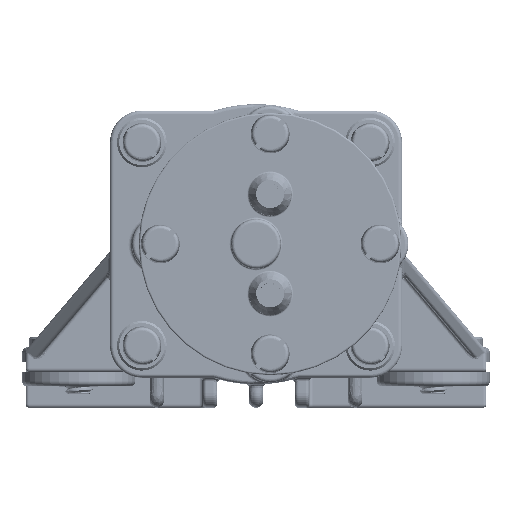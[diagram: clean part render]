
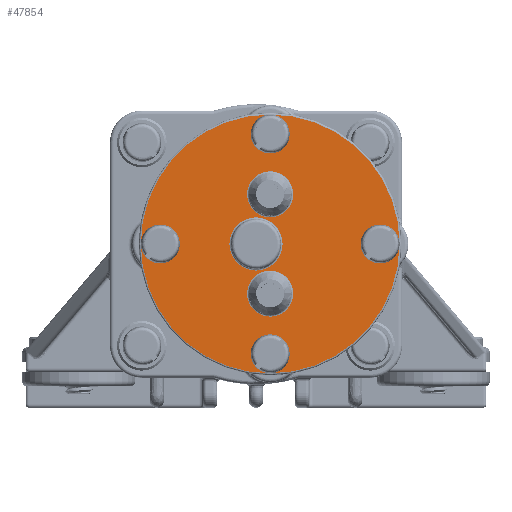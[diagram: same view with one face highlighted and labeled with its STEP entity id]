
A CAD part, top view. The second image highlights one B-rep face of the part: STEP entity #47854.
In plain terms, the highlighted face is planar.
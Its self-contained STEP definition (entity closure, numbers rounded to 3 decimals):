
#45525=CARTESIAN_POINT('',(0.,3.,15.5));
#45526=DIRECTION('',(0.,-1.,0.));
#45527=DIRECTION('',(1.,0.,0.));
#45528=AXIS2_PLACEMENT_3D('',#45525,#45526,#45527);
#45530=CARTESIAN_POINT('',(0.,3.,15.5));
#45531=DIRECTION('',(0.,-1.,0.));
#45532=DIRECTION('',(-1.,0.,0.));
#45533=AXIS2_PLACEMENT_3D('',#45530,#45531,#45532);
#45535=CARTESIAN_POINT('',(-15.5,3.,0.));
#45536=DIRECTION('',(0.,-1.,0.));
#45537=DIRECTION('',(0.,0.,1.));
#45538=AXIS2_PLACEMENT_3D('',#45535,#45536,#45537);
#45540=CARTESIAN_POINT('',(-15.5,3.,0.));
#45541=DIRECTION('',(0.,-1.,0.));
#45542=DIRECTION('',(0.,0.,-1.));
#45543=AXIS2_PLACEMENT_3D('',#45540,#45541,#45542);
#45545=CARTESIAN_POINT('',(0.,3.,-15.5));
#45546=DIRECTION('',(0.,-1.,0.));
#45547=DIRECTION('',(-1.,0.,0.));
#45548=AXIS2_PLACEMENT_3D('',#45545,#45546,#45547);
#45550=CARTESIAN_POINT('',(0.,3.,-15.5));
#45551=DIRECTION('',(0.,-1.,0.));
#45552=DIRECTION('',(1.,0.,0.));
#45553=AXIS2_PLACEMENT_3D('',#45550,#45551,#45552);
#45555=CARTESIAN_POINT('',(15.5,3.,0.));
#45556=DIRECTION('',(0.,-1.,0.));
#45557=DIRECTION('',(0.,0.,-1.));
#45558=AXIS2_PLACEMENT_3D('',#45555,#45556,#45557);
#45560=CARTESIAN_POINT('',(15.5,3.,0.));
#45561=DIRECTION('',(0.,-1.,0.));
#45562=DIRECTION('',(0.,0.,1.));
#45563=AXIS2_PLACEMENT_3D('',#45560,#45561,#45562);
#45565=CARTESIAN_POINT('',(0.,3.,7.));
#45566=DIRECTION('',(0.,1.,0.));
#45567=DIRECTION('',(1.,0.,0.));
#45568=AXIS2_PLACEMENT_3D('',#45565,#45566,#45567);
#45570=CARTESIAN_POINT('',(0.,3.,7.));
#45571=DIRECTION('',(0.,1.,0.));
#45572=DIRECTION('',(-1.,0.,0.));
#45573=AXIS2_PLACEMENT_3D('',#45570,#45571,#45572);
#45575=CARTESIAN_POINT('',(0.,3.,-7.));
#45576=DIRECTION('',(0.,1.,0.));
#45577=DIRECTION('',(1.,0.,0.));
#45578=AXIS2_PLACEMENT_3D('',#45575,#45576,#45577);
#45580=CARTESIAN_POINT('',(0.,3.,-7.));
#45581=DIRECTION('',(0.,1.,0.));
#45582=DIRECTION('',(-1.,0.,0.));
#45583=AXIS2_PLACEMENT_3D('',#45580,#45581,#45582);
#45585=CARTESIAN_POINT('',(2.,3.,0.));
#45586=DIRECTION('',(0.,1.,0.));
#45587=DIRECTION('',(-1.,0.,0.));
#45588=AXIS2_PLACEMENT_3D('',#45585,#45586,#45587);
#45590=CARTESIAN_POINT('',(2.,3.,0.));
#45591=DIRECTION('',(0.,1.,0.));
#45592=DIRECTION('',(1.,0.,0.));
#45593=AXIS2_PLACEMENT_3D('',#45590,#45591,#45592);
#45595=CARTESIAN_POINT('',(0.,3.,0.));
#45596=DIRECTION('',(0.,1.,0.));
#45597=DIRECTION('',(0.,0.,1.));
#45598=AXIS2_PLACEMENT_3D('',#45595,#45596,#45597);
#45600=CARTESIAN_POINT('',(0.,3.,0.));
#45601=DIRECTION('',(0.,1.,0.));
#45602=DIRECTION('',(0.,0.,-1.));
#45603=AXIS2_PLACEMENT_3D('',#45600,#45601,#45602);
#47014=CARTESIAN_POINT('',(1.6,3.,15.5));
#47015=VERTEX_POINT('',#47014);
#47016=CARTESIAN_POINT('',(-1.6,3.,15.5));
#47017=VERTEX_POINT('',#47016);
#47018=CARTESIAN_POINT('',(-15.5,3.,1.6));
#47019=CARTESIAN_POINT('',(-15.5,3.,-1.6));
#47020=VERTEX_POINT('',#47018);
#47021=VERTEX_POINT('',#47019);
#47026=CARTESIAN_POINT('',(-1.6,3.,-15.5));
#47027=CARTESIAN_POINT('',(1.6,3.,-15.5));
#47028=VERTEX_POINT('',#47026);
#47029=VERTEX_POINT('',#47027);
#47034=CARTESIAN_POINT('',(15.5,3.,-1.6));
#47035=CARTESIAN_POINT('',(15.5,3.,1.6));
#47036=VERTEX_POINT('',#47034);
#47037=VERTEX_POINT('',#47035);
#47108=CARTESIAN_POINT('',(3.25,3.,7.));
#47109=CARTESIAN_POINT('',(-3.25,3.,7.));
#47110=VERTEX_POINT('',#47108);
#47111=VERTEX_POINT('',#47109);
#47116=CARTESIAN_POINT('',(3.25,3.,-7.));
#47117=CARTESIAN_POINT('',(-3.25,3.,-7.));
#47118=VERTEX_POINT('',#47116);
#47119=VERTEX_POINT('',#47117);
#47124=CARTESIAN_POINT('',(-1.75,3.,0.));
#47125=CARTESIAN_POINT('',(5.75,3.,0.));
#47126=VERTEX_POINT('',#47124);
#47127=VERTEX_POINT('',#47125);
#47132=CARTESIAN_POINT('',(0.,3.,18.25));
#47133=CARTESIAN_POINT('',(0.,3.,-18.25));
#47134=VERTEX_POINT('',#47132);
#47135=VERTEX_POINT('',#47133);
#47802=CARTESIAN_POINT('',(0.,3.,0.));
#47803=DIRECTION('',(0.,1.,0.));
#47804=DIRECTION('',(1.,0.,0.));
#47805=AXIS2_PLACEMENT_3D('',#47802,#47803,#47804);
#47806=PLANE('',#47805);
#47808=ORIENTED_EDGE('',*,*,#47807,.F.);
#47810=ORIENTED_EDGE('',*,*,#47809,.F.);
#47811=EDGE_LOOP('',(#47808,#47810));
#47812=FACE_OUTER_BOUND('',#47811,.F.);
#47814=ORIENTED_EDGE('',*,*,#47813,.F.);
#47816=ORIENTED_EDGE('',*,*,#47815,.F.);
#47817=EDGE_LOOP('',(#47814,#47816));
#47818=FACE_BOUND('',#47817,.F.);
#47820=ORIENTED_EDGE('',*,*,#47819,.F.);
#47822=ORIENTED_EDGE('',*,*,#47821,.F.);
#47823=EDGE_LOOP('',(#47820,#47822));
#47824=FACE_BOUND('',#47823,.F.);
#47826=ORIENTED_EDGE('',*,*,#47825,.F.);
#47828=ORIENTED_EDGE('',*,*,#47827,.F.);
#47829=EDGE_LOOP('',(#47826,#47828));
#47830=FACE_BOUND('',#47829,.F.);
#47832=ORIENTED_EDGE('',*,*,#47831,.T.);
#47834=ORIENTED_EDGE('',*,*,#47833,.T.);
#47835=EDGE_LOOP('',(#47832,#47834));
#47836=FACE_BOUND('',#47835,.F.);
#47837=ORIENTED_EDGE('',*,*,#47792,.T.);
#47839=ORIENTED_EDGE('',*,*,#47838,.T.);
#47840=EDGE_LOOP('',(#47837,#47839));
#47841=FACE_BOUND('',#47840,.F.);
#47843=ORIENTED_EDGE('',*,*,#47842,.T.);
#47845=ORIENTED_EDGE('',*,*,#47844,.T.);
#47846=EDGE_LOOP('',(#47843,#47845));
#47847=FACE_BOUND('',#47846,.F.);
#47849=ORIENTED_EDGE('',*,*,#47848,.F.);
#47851=ORIENTED_EDGE('',*,*,#47850,.F.);
#47852=EDGE_LOOP('',(#47849,#47851));
#47853=FACE_BOUND('',#47852,.F.);
#47854=ADVANCED_FACE('',(#47812,#47818,#47824,#47830,#47836,#47841,#47847,
#47853),#47806,.T.);
#45529=CIRCLE('',#45528,1.6);
#45534=CIRCLE('',#45533,1.6);
#45539=CIRCLE('',#45538,1.6);
#45544=CIRCLE('',#45543,1.6);
#45549=CIRCLE('',#45548,1.6);
#45554=CIRCLE('',#45553,1.6);
#45559=CIRCLE('',#45558,1.6);
#45564=CIRCLE('',#45563,1.6);
#45569=CIRCLE('',#45568,3.25);
#45574=CIRCLE('',#45573,3.25);
#45579=CIRCLE('',#45578,3.25);
#45584=CIRCLE('',#45583,3.25);
#45589=CIRCLE('',#45588,3.75);
#45594=CIRCLE('',#45593,3.75);
#45599=CIRCLE('',#45598,18.25);
#45604=CIRCLE('',#45603,18.25);
#47792=EDGE_CURVE('',#47118,#47119,#45579,.T.);
#47807=EDGE_CURVE('',#47134,#47135,#45599,.T.);
#47809=EDGE_CURVE('',#47135,#47134,#45604,.T.);
#47813=EDGE_CURVE('',#47020,#47021,#45539,.T.);
#47815=EDGE_CURVE('',#47021,#47020,#45544,.T.);
#47819=EDGE_CURVE('',#47028,#47029,#45549,.T.);
#47821=EDGE_CURVE('',#47029,#47028,#45554,.T.);
#47825=EDGE_CURVE('',#47036,#47037,#45559,.T.);
#47827=EDGE_CURVE('',#47037,#47036,#45564,.T.);
#47831=EDGE_CURVE('',#47110,#47111,#45569,.T.);
#47833=EDGE_CURVE('',#47111,#47110,#45574,.T.);
#47838=EDGE_CURVE('',#47119,#47118,#45584,.T.);
#47842=EDGE_CURVE('',#47126,#47127,#45589,.T.);
#47844=EDGE_CURVE('',#47127,#47126,#45594,.T.);
#47848=EDGE_CURVE('',#47015,#47017,#45529,.T.);
#47850=EDGE_CURVE('',#47017,#47015,#45534,.T.);
